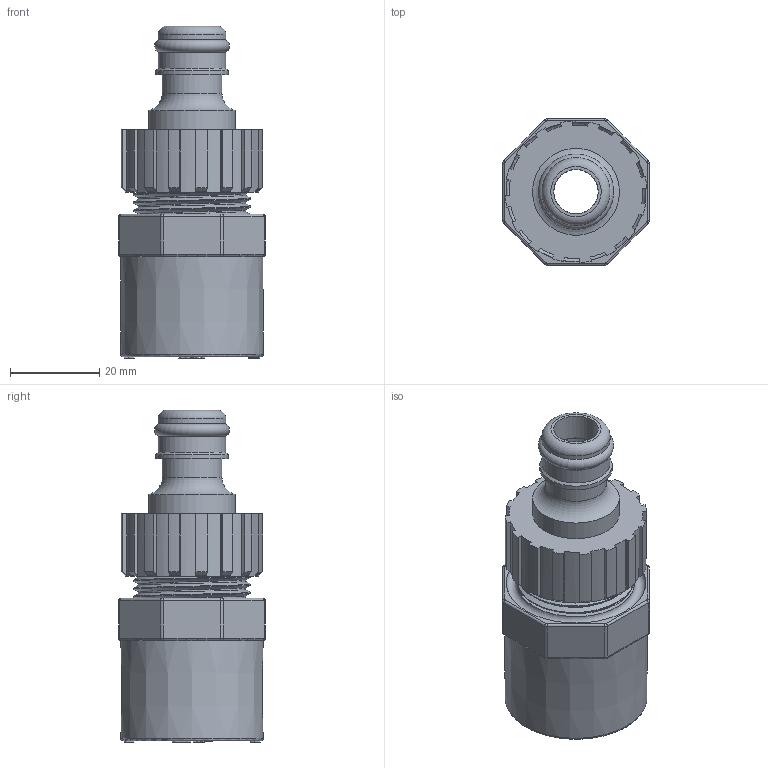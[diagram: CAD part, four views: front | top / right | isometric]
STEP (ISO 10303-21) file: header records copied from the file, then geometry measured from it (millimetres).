
FILE_DESCRIPTION(/* description */ (''),/* implementation_level */ '2;1');
FILE_NAME(/* name */ 'AF0303.025.025.step',/* time_stamp */ '2026-01-20T14:16:39+01:00',/* author */ (''),/* organization */ (''),/* preprocessor_version */ 'ST-DEVELOPER v20.1',/* originating_system */ 'Autodesk Translation Framework v14.21.0.0',/* authorisation */ '');
FILE_SCHEMA (('AUTOMOTIVE_DESIGN { 1 0 10303 214 3 1 1 }'));
Length unit declared in the file: millimetre
Products named in the file (1): 2026-01-20-10-06-11-646
Bounding box: 33 x 33 x 74.6 mm (x, y, z)
Volume: 24179.3 mm3; surface area: 18315.1 mm2
Topology: 7 solids, 7 shells, 854 faces, 2376 edges, 1564 vertices
Faces by surface type: plane 691, cylinder 93, bspline 42, cone 20, torus 8
Full cylindrical faces by diameter (mm): 1.167 x1, 1.556 x1, 9.94 x2, 10 x2, 13.5 x1, 15 x2, 15.25 x1, 15.3 x1, 16.25 x1, 18 x1, 19.5 x1, 20 x1, 24 x1, 24.117 x7, 26.441 x12, 30 x1
Entity records: 35072 total; most frequent: CARTESIAN_POINT 13277, ORIENTED_EDGE 4752, DIRECTION 4101, EDGE_CURVE 2376, LINE 2035, VECTOR 2035, VERTEX_POINT 1564, AXIS2_PLACEMENT_3D 1033
